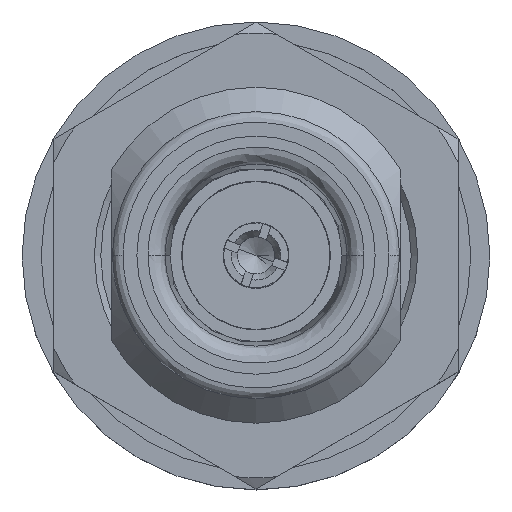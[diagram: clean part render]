
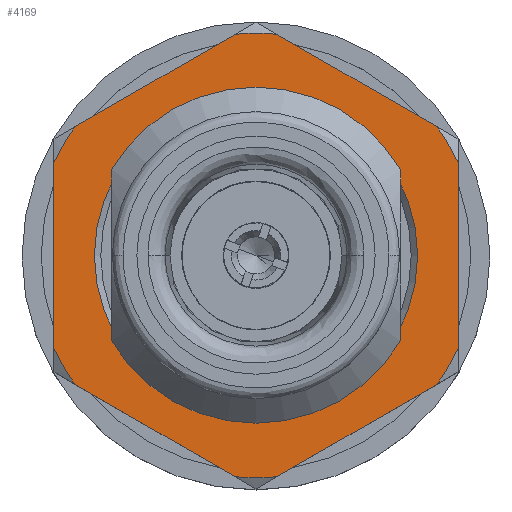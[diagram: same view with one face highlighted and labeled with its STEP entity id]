
A CAD part, top view. The second image highlights one B-rep face of the part: STEP entity #4169.
In plain terms, the highlighted face is planar.
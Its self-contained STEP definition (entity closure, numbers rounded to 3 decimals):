
#301 = LINE ( 'NONE', #13114, #14173 ) ;
#368 = VERTEX_POINT ( 'NONE', #16552 ) ;
#475 = DIRECTION ( 'NONE',  ( 0., 0., -1. ) ) ;
#542 = EDGE_LOOP ( 'NONE', ( #6680, #11947 ) ) ;
#580 = AXIS2_PLACEMENT_3D ( 'NONE', #908, #10378, #2327 ) ;
#847 = LINE ( 'NONE', #3377, #8091 ) ;
#908 = CARTESIAN_POINT ( 'NONE',  ( 0., 0., 0. ) ) ;
#945 = CARTESIAN_POINT ( 'NONE',  ( -8.52, -6.05, 0. ) ) ;
#1208 = CIRCLE ( 'NONE', #1468, 10.45 ) ;
#1468 = AXIS2_PLACEMENT_3D ( 'NONE', #1864, #11237, #3238 ) ;
#1496 = EDGE_CURVE ( 'NONE', #13808, #8053, #4760, .T. ) ;
#1864 = CARTESIAN_POINT ( 'NONE',  ( 0., 0., 0. ) ) ;
#1891 = FACE_OUTER_BOUND ( 'NONE', #16635, .T. ) ;
#2054 = LINE ( 'NONE', #9038, #5247 ) ;
#2182 = VERTEX_POINT ( 'NONE', #13009 ) ;
#2327 = DIRECTION ( 'NONE',  ( 1., 0., 0. ) ) ;
#2417 = EDGE_CURVE ( 'NONE', #368, #3841, #11583, .T. ) ;
#2436 = EDGE_CURVE ( 'NONE', #3841, #7619, #847, .T. ) ;
#2843 = DIRECTION ( 'NONE',  ( 0., 1., 0. ) ) ;
#2910 = CIRCLE ( 'NONE', #12024, 10.45 ) ;
#2992 = AXIS2_PLACEMENT_3D ( 'NONE', #11781, #3770, #13088 ) ;
#3123 = VECTOR ( 'NONE', #7054, 1000. ) ;
#3146 = VERTEX_POINT ( 'NONE', #7820 ) ;
#3238 = DIRECTION ( 'NONE',  ( 1., 0., 0. ) ) ;
#3287 = EDGE_CURVE ( 'NONE', #3146, #12241, #2910, .T. ) ;
#3291 = DIRECTION ( 'NONE',  ( -0.866, 0.5, 0. ) ) ;
#3297 = CARTESIAN_POINT ( 'NONE',  ( -7.6, 0., 0. ) ) ;
#3377 = CARTESIAN_POINT ( 'NONE',  ( 8.52, 6.05, 0. ) ) ;
#3394 = ORIENTED_EDGE ( 'NONE', *, *, #9717, .F. ) ;
#3400 = DIRECTION ( 'NONE',  ( 1., 0., 0. ) ) ;
#3434 = DIRECTION ( 'NONE',  ( 0., 0., 1. ) ) ;
#3482 = LINE ( 'NONE', #9518, #17212 ) ;
#3684 = CARTESIAN_POINT ( 'NONE',  ( 0., 0., 0. ) ) ;
#3716 = ORIENTED_EDGE ( 'NONE', *, *, #2436, .F. ) ;
#3726 = DIRECTION ( 'NONE',  ( 0., 0., 1. ) ) ;
#3770 = DIRECTION ( 'NONE',  ( 0., 0., -1. ) ) ;
#3798 = DIRECTION ( 'NONE',  ( -0.866, -0.5, 0. ) ) ;
#3841 = VERTEX_POINT ( 'NONE', #11863 ) ;
#4057 = AXIS2_PLACEMENT_3D ( 'NONE', #5065, #14363, #6391 ) ;
#4149 = CARTESIAN_POINT ( 'NONE',  ( 9.5, -4.354, 0. ) ) ;
#4169 = ADVANCED_FACE ( 'NONE', ( #1891, #9059 ), #14303, .F. ) ;
#4254 = DIRECTION ( 'NONE',  ( 1., 0., 0. ) ) ;
#4760 = CIRCLE ( 'NONE', #10517, 10.45 ) ;
#5065 = CARTESIAN_POINT ( 'NONE',  ( 0., 0., 0. ) ) ;
#5117 = EDGE_CURVE ( 'NONE', #9300, #8232, #7346, .T. ) ;
#5247 = VECTOR ( 'NONE', #15627, 1000. ) ;
#5321 = AXIS2_PLACEMENT_3D ( 'NONE', #11733, #3726, #13050 ) ;
#5392 = VERTEX_POINT ( 'NONE', #13200 ) ;
#5863 = CIRCLE ( 'NONE', #2992, 7.6 ) ;
#6391 = DIRECTION ( 'NONE',  ( 1., 0., 0. ) ) ;
#6680 = ORIENTED_EDGE ( 'NONE', *, *, #9420, .F. ) ;
#6852 = CARTESIAN_POINT ( 'NONE',  ( 0.98, -10.404, 0. ) ) ;
#7054 = DIRECTION ( 'NONE',  ( 0.866, 0.5, 0. ) ) ;
#7081 = DIRECTION ( 'NONE',  ( 1., 0., 0. ) ) ;
#7108 = CARTESIAN_POINT ( 'NONE',  ( 0.98, -10.404, 0. ) ) ;
#7182 = DIRECTION ( 'NONE',  ( 0., 0., 1. ) ) ;
#7261 = CARTESIAN_POINT ( 'NONE',  ( 0., 0., 0. ) ) ;
#7271 = CARTESIAN_POINT ( 'NONE',  ( -8.52, 6.05, 0. ) ) ;
#7346 = CIRCLE ( 'NONE', #15341, 7.6 ) ;
#7477 = DIRECTION ( 'NONE',  ( 0., -1., 0. ) ) ;
#7619 = VERTEX_POINT ( 'NONE', #16190 ) ;
#7788 = CIRCLE ( 'NONE', #5321, 10.45 ) ;
#7820 = CARTESIAN_POINT ( 'NONE',  ( -0.98, -10.404, 0. ) ) ;
#8053 = VERTEX_POINT ( 'NONE', #4149 ) ;
#8091 = VECTOR ( 'NONE', #3291, 1000. ) ;
#8232 = VERTEX_POINT ( 'NONE', #3297 ) ;
#8608 = CARTESIAN_POINT ( 'NONE',  ( 0., 0., 0. ) ) ;
#8843 = EDGE_CURVE ( 'NONE', #17330, #5392, #17285, .T. ) ;
#9016 = ORIENTED_EDGE ( 'NONE', *, *, #8843, .F. ) ;
#9038 = CARTESIAN_POINT ( 'NONE',  ( -8.52, -6.05, 0. ) ) ;
#9053 = EDGE_CURVE ( 'NONE', #17132, #17330, #7788, .T. ) ;
#9059 = FACE_BOUND ( 'NONE', #542, .T. ) ;
#9164 = EDGE_CURVE ( 'NONE', #12241, #13808, #13324, .T. ) ;
#9300 = VERTEX_POINT ( 'NONE', #12703 ) ;
#9420 = EDGE_CURVE ( 'NONE', #8232, #9300, #5863, .T. ) ;
#9518 = CARTESIAN_POINT ( 'NONE',  ( 9.5, 0., 0. ) ) ;
#9717 = EDGE_CURVE ( 'NONE', #5392, #15705, #1208, .T. ) ;
#9918 = DIRECTION ( 'NONE',  ( -1., 0., 0. ) ) ;
#10298 = EDGE_CURVE ( 'NONE', #7619, #2182, #15836, .T. ) ;
#10350 = EDGE_CURVE ( 'NONE', #15705, #3146, #2054, .T. ) ;
#10378 = DIRECTION ( 'NONE',  ( 0., 0., 1. ) ) ;
#10389 = EDGE_CURVE ( 'NONE', #2182, #17132, #301, .T. ) ;
#10517 = AXIS2_PLACEMENT_3D ( 'NONE', #16492, #15155, #4254 ) ;
#10542 = ORIENTED_EDGE ( 'NONE', *, *, #9053, .F. ) ;
#10588 = ORIENTED_EDGE ( 'NONE', *, *, #10916, .F. ) ;
#10916 = EDGE_CURVE ( 'NONE', #8053, #368, #3482, .T. ) ;
#11142 = CARTESIAN_POINT ( 'NONE',  ( 8.52, -6.05, 0. ) ) ;
#11237 = DIRECTION ( 'NONE',  ( 0., 0., 1. ) ) ;
#11583 = CIRCLE ( 'NONE', #12902, 10.45 ) ;
#11607 = ORIENTED_EDGE ( 'NONE', *, *, #9164, .F. ) ;
#11733 = CARTESIAN_POINT ( 'NONE',  ( 0., 0., 0. ) ) ;
#11766 = ORIENTED_EDGE ( 'NONE', *, *, #1496, .F. ) ;
#11781 = CARTESIAN_POINT ( 'NONE',  ( 0., 0., 0. ) ) ;
#11863 = CARTESIAN_POINT ( 'NONE',  ( 8.52, 6.05, 0. ) ) ;
#11947 = ORIENTED_EDGE ( 'NONE', *, *, #5117, .F. ) ;
#12024 = AXIS2_PLACEMENT_3D ( 'NONE', #7261, #7182, #7081 ) ;
#12080 = ORIENTED_EDGE ( 'NONE', *, *, #3287, .F. ) ;
#12171 = ORIENTED_EDGE ( 'NONE', *, *, #10389, .F. ) ;
#12241 = VERTEX_POINT ( 'NONE', #6852 ) ;
#12703 = CARTESIAN_POINT ( 'NONE',  ( 7.6, 0., 0. ) ) ;
#12716 = CARTESIAN_POINT ( 'NONE',  ( -9.5, 0., 0. ) ) ;
#12902 = AXIS2_PLACEMENT_3D ( 'NONE', #3684, #3434, #3400 ) ;
#13009 = CARTESIAN_POINT ( 'NONE',  ( -0.98, 10.404, 0. ) ) ;
#13050 = DIRECTION ( 'NONE',  ( 1., 0., 0. ) ) ;
#13088 = DIRECTION ( 'NONE',  ( -1., 0., 0. ) ) ;
#13114 = CARTESIAN_POINT ( 'NONE',  ( -0.98, 10.404, 0. ) ) ;
#13200 = CARTESIAN_POINT ( 'NONE',  ( -9.5, -4.354, 0. ) ) ;
#13324 = LINE ( 'NONE', #7108, #3123 ) ;
#13697 = ORIENTED_EDGE ( 'NONE', *, *, #10298, .F. ) ;
#13808 = VERTEX_POINT ( 'NONE', #11142 ) ;
#14173 = VECTOR ( 'NONE', #3798, 1000. ) ;
#14202 = CARTESIAN_POINT ( 'NONE',  ( -9.5, 4.354, 0. ) ) ;
#14303 = PLANE ( 'NONE',  #4057 ) ;
#14363 = DIRECTION ( 'NONE',  ( 0., 0., 1. ) ) ;
#14692 = ORIENTED_EDGE ( 'NONE', *, *, #2417, .F. ) ;
#15155 = DIRECTION ( 'NONE',  ( 0., 0., 1. ) ) ;
#15341 = AXIS2_PLACEMENT_3D ( 'NONE', #8608, #475, #9918 ) ;
#15422 = ORIENTED_EDGE ( 'NONE', *, *, #10350, .F. ) ;
#15627 = DIRECTION ( 'NONE',  ( 0.866, -0.5, 0. ) ) ;
#15705 = VERTEX_POINT ( 'NONE', #945 ) ;
#15836 = CIRCLE ( 'NONE', #580, 10.45 ) ;
#16190 = CARTESIAN_POINT ( 'NONE',  ( 0.98, 10.404, 0. ) ) ;
#16492 = CARTESIAN_POINT ( 'NONE',  ( 0., 0., 0. ) ) ;
#16552 = CARTESIAN_POINT ( 'NONE',  ( 9.5, 4.354, 0. ) ) ;
#16635 = EDGE_LOOP ( 'NONE', ( #11766, #11607, #12080, #15422, #3394, #9016, #10542, #12171, #13697, #3716, #14692, #10588 ) ) ;
#16862 = VECTOR ( 'NONE', #7477, 1000. ) ;
#17132 = VERTEX_POINT ( 'NONE', #7271 ) ;
#17212 = VECTOR ( 'NONE', #2843, 1000. ) ;
#17285 = LINE ( 'NONE', #12716, #16862 ) ;
#17330 = VERTEX_POINT ( 'NONE', #14202 ) ;
